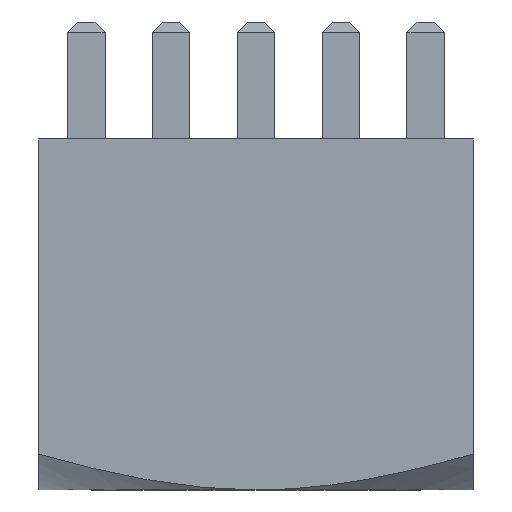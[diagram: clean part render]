
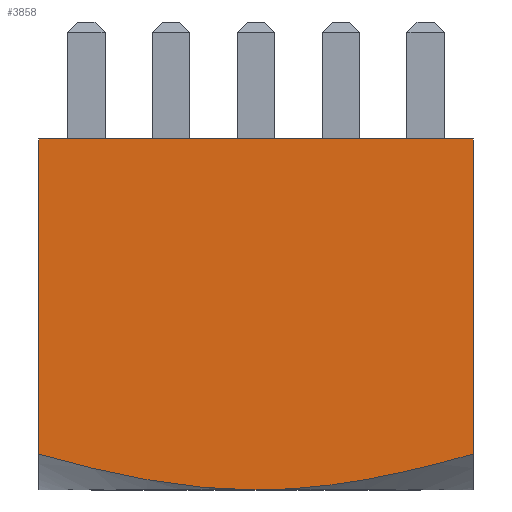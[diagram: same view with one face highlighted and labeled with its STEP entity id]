
A CAD part, left-side view. The second image highlights one B-rep face of the part: STEP entity #3858.
In plain terms, the highlighted planar face has unit normal (-1, 0, 0).
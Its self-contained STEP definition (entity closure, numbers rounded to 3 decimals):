
#145 = EDGE_LOOP ( 'NONE', ( #1272, #1273, #1274, #1275, #1276 ) ) ;
#262 = AXIS2_PLACEMENT_3D ( 'NONE', #654, #665, #666 ) ;
#401 = EDGE_CURVE ( 'NONE', #3654, #3655, #3613, .T. ) ;
#441 = EDGE_CURVE ( 'NONE', #3654, #3692, #2734, .T. ) ;
#442 = EDGE_CURVE ( 'NONE', #3692, #3691, #4156, .T. ) ;
#443 = EDGE_CURVE ( 'NONE', #3691, #3694, #4154, .T. ) ;
#444 = EDGE_CURVE ( 'NONE', #3655, #3694, #2751, .T. ) ;
#654 = CARTESIAN_POINT ( 'NONE',  ( -6.5, -6.5, 10.5 ) ) ;
#662 = FACE_OUTER_BOUND ( 'NONE', #145, .T. ) ;
#663 = PLANE ( 'NONE',  #262 ) ;
#665 = DIRECTION ( 'NONE',  ( 1., 0., 0. ) ) ;
#666 = DIRECTION ( 'NONE',  ( 0., 0., -1. ) ) ;
#1272 = ORIENTED_EDGE ( 'NONE', *, *, #441, .T. ) ;
#1273 = ORIENTED_EDGE ( 'NONE', *, *, #442, .T. ) ;
#1274 = ORIENTED_EDGE ( 'NONE', *, *, #443, .T. ) ;
#1275 = ORIENTED_EDGE ( 'NONE', *, *, #444, .F. ) ;
#1276 = ORIENTED_EDGE ( 'NONE', *, *, #401, .F. ) ;
#1732 = CARTESIAN_POINT ( 'NONE',  ( -6.5, 6.5, 10.5 ) ) ;
#1733 = CARTESIAN_POINT ( 'NONE',  ( -6.5, -6.5, 10.5 ) ) ;
#1767 = CARTESIAN_POINT ( 'NONE',  ( -6.5, 0., 0. ) ) ;
#1768 = CARTESIAN_POINT ( 'NONE',  ( -6.5, 6.5, 1.077 ) ) ;
#1770 = CARTESIAN_POINT ( 'NONE',  ( -6.5, -6.5, 1.077 ) ) ;
#2552 = VECTOR ( 'NONE', #3624, 1000. ) ;
#2571 = VECTOR ( 'NONE', #2742, 1000. ) ;
#2586 = VECTOR ( 'NONE', #2759, 1000. ) ;
#2727 = CARTESIAN_POINT ( 'NONE',  ( -6.5, 5.445, 0.779 ) ) ;
#2734 = LINE ( 'NONE', #2741, #2571 ) ;
#2735 = CARTESIAN_POINT ( 'NONE',  ( -6.5, 0., 0. ) ) ;
#2740 = CARTESIAN_POINT ( 'NONE',  ( -6.5, 6.5, 1.077 ) ) ;
#2741 = CARTESIAN_POINT ( 'NONE',  ( -6.5, 6.5, 10.5 ) ) ;
#2742 = DIRECTION ( 'NONE',  ( 0., 0., -1. ) ) ;
#2743 = CARTESIAN_POINT ( 'NONE',  ( -6.5, -1.096, 0. ) ) ;
#2745 = CARTESIAN_POINT ( 'NONE',  ( -6.5, 4.38, 0.511 ) ) ;
#2746 = CARTESIAN_POINT ( 'NONE',  ( -6.5, 2.746, 0.216 ) ) ;
#2747 = CARTESIAN_POINT ( 'NONE',  ( -6.5, 2.193, 0.136 ) ) ;
#2748 = CARTESIAN_POINT ( 'NONE',  ( -6.5, 1.094, 0.028 ) ) ;
#2749 = CARTESIAN_POINT ( 'NONE',  ( -6.5, 0.546, 0. ) ) ;
#2750 = CARTESIAN_POINT ( 'NONE',  ( -6.5, 0., 0. ) ) ;
#2751 = LINE ( 'NONE', #2758, #2586 ) ;
#2753 = CARTESIAN_POINT ( 'NONE',  ( -6.5, -2.185, 0.115 ) ) ;
#2754 = CARTESIAN_POINT ( 'NONE',  ( -6.5, -4.353, 0.505 ) ) ;
#2755 = CARTESIAN_POINT ( 'NONE',  ( -6.5, -5.434, 0.775 ) ) ;
#2756 = CARTESIAN_POINT ( 'NONE',  ( -6.5, -6.5, 1.077 ) ) ;
#2758 = CARTESIAN_POINT ( 'NONE',  ( -6.5, -6.5, 10.5 ) ) ;
#2759 = DIRECTION ( 'NONE',  ( 0., 0., -1. ) ) ;
#3613 = LINE ( 'NONE', #3623, #2552 ) ;
#3623 = CARTESIAN_POINT ( 'NONE',  ( -6.5, -6.5, 10.5 ) ) ;
#3624 = DIRECTION ( 'NONE',  ( 0., -1., 0. ) ) ;
#3654 = VERTEX_POINT ( 'NONE', #1732 ) ;
#3655 = VERTEX_POINT ( 'NONE', #1733 ) ;
#3691 = VERTEX_POINT ( 'NONE', #1767 ) ;
#3692 = VERTEX_POINT ( 'NONE', #1768 ) ;
#3694 = VERTEX_POINT ( 'NONE', #1770 ) ;
#3858 = ADVANCED_FACE ( 'NONE', ( #662 ), #663, .F. ) ;
#4154 = B_SPLINE_CURVE_WITH_KNOTS ( 'NONE', 3,
 ( #2735, #2743, #2753, #2754, #2755, #2756 ),
 .UNSPECIFIED., .F., .F.,
 ( 4, 2, 4 ),
 ( 0.027, 0.03, 0.033 ),
 .UNSPECIFIED. ) ;
#4156 = B_SPLINE_CURVE_WITH_KNOTS ( 'NONE', 3,
 ( #2740, #2727, #2745, #2746, #2747, #2748, #2749, #2750 ),
 .UNSPECIFIED., .F., .F.,
 ( 4, 2, 2, 4 ),
 ( 0.02, 0.023, 0.025, 0.027 ),
 .UNSPECIFIED. ) ;
